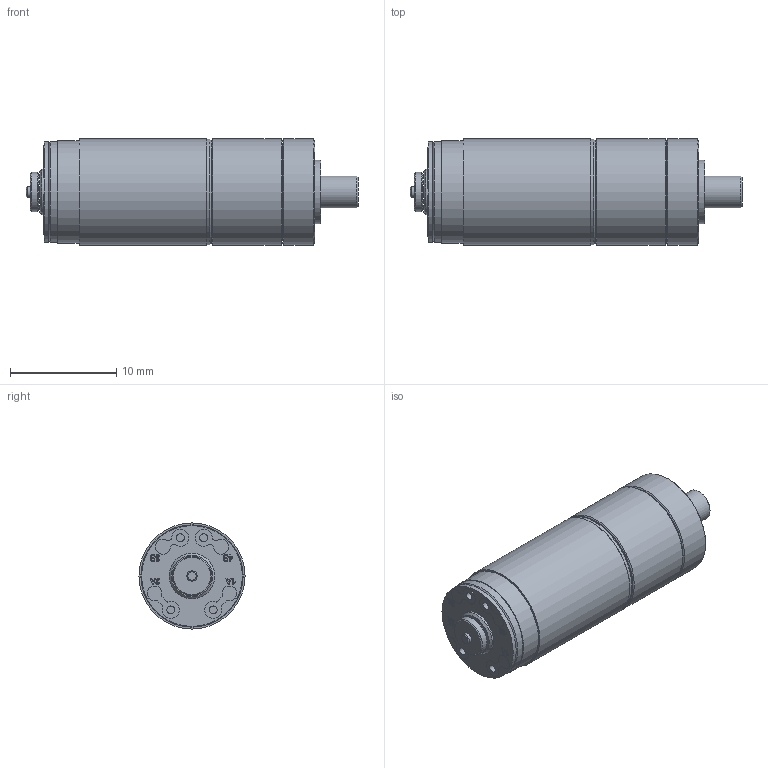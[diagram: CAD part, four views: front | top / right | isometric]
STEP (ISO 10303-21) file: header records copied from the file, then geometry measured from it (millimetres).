
FILE_DESCRIPTION(/* description */ (''),/* implementation_level */ '2;1');
FILE_NAME(/* name */ 'model_product_id144.stp',/* time_stamp */ '2016-08-04T09:51:55+02:00',/* author */ ('SD'),/* organization */ ('Micromotion GmbH Germany'),/* preprocessor_version */ 'ST-DEVELOPER v16.1',/* originating_system */ 'Autodesk Inventor 2016',/* authorisation */ '');
FILE_SCHEMA (('AUTOMOTIVE_DESIGN { 1 0 10303 214 3 1 1 }'));
Length unit declared in the file: millimetre
Products named in the file (1): MPG-10-80-M-SPM0018_Shrinkwrap_1
Bounding box: 31.3 x 10 x 10 mm (x, y, z)
Volume: 2030.4 mm3; surface area: 1096.4 mm2
Topology: 1 solids, 1 shells, 197 faces, 456 edges, 300 vertices
Faces by surface type: plane 107, cylinder 44, bspline 27, cone 17, torus 2
Full cylindrical faces by diameter (mm): 0.729 x3, 0.75 x4, 1 x2, 3 x1, 3.7 x1, 4.3 x1, 6 x1, 9.5 x2, 9.65 x1, 9.95 x1, 10 x3
Entity records: 7066 total; most frequent: CARTESIAN_POINT 2542, ORIENTED_EDGE 822, DIRECTION 811, EDGE_CURVE 411, VERTEX_POINT 294, AXIS2_PLACEMENT_3D 281, EDGE_LOOP 275, LINE 249
